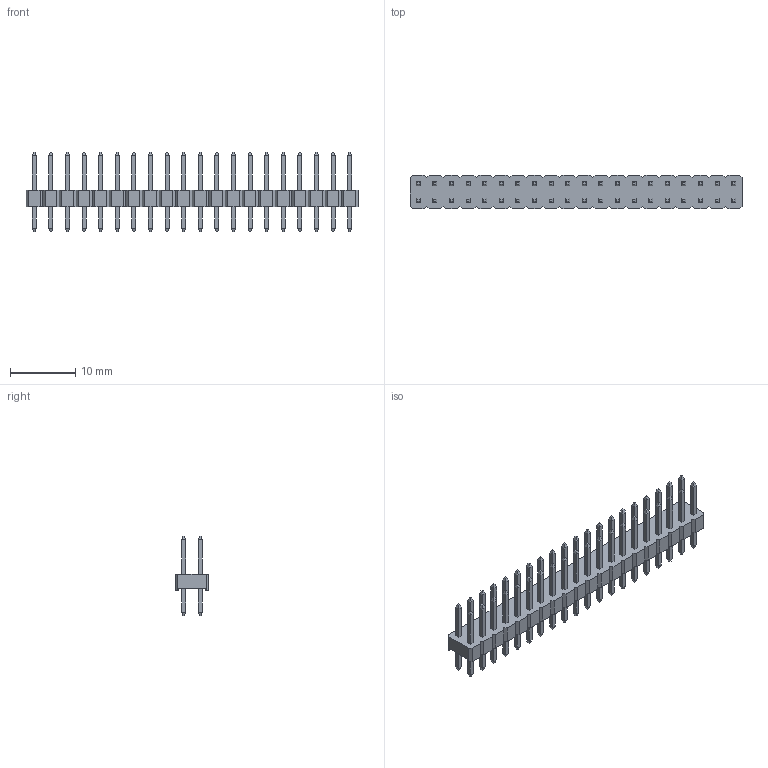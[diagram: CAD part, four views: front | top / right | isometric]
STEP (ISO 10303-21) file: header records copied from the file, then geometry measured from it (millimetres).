
FILE_DESCRIPTION (( 'STEP AP214' ), '1' );
FILE_NAME ('FCI_67996-440HLF_HDRV40W64P254_2X20_5080X508X838-584-381.STEP', '2015-01-23T11:17:57', ( 'pomocnik' ), ( '' ), 'SwSTEP 2.0', 'SolidWorks 2012', '' );
FILE_SCHEMA (( 'AUTOMOTIVE_DESIGN' ));
Length unit declared in the file: millimetre
Products named in the file (1): FCI_67996-440HLF_HDRV40W64P254_2X20_5080X508X838-584-381
Bounding box: 50.8 x 5.08 x 12.19 mm (x, y, z)
Volume: 718.1 mm3; surface area: 1824.3 mm2
Topology: 1 solids, 1 shells, 848 faces, 1978 edges, 1212 vertices
Faces by surface type: plane 848
Entity records: 32584 total; most frequent: CARTESIAN_POINT 4039, ORIENTED_EDGE 3956, DIRECTION 3676, LINE 1978, VECTOR 1978, EDGE_CURVE 1978, VERTEX_POINT 1212, EDGE_LOOP 928
